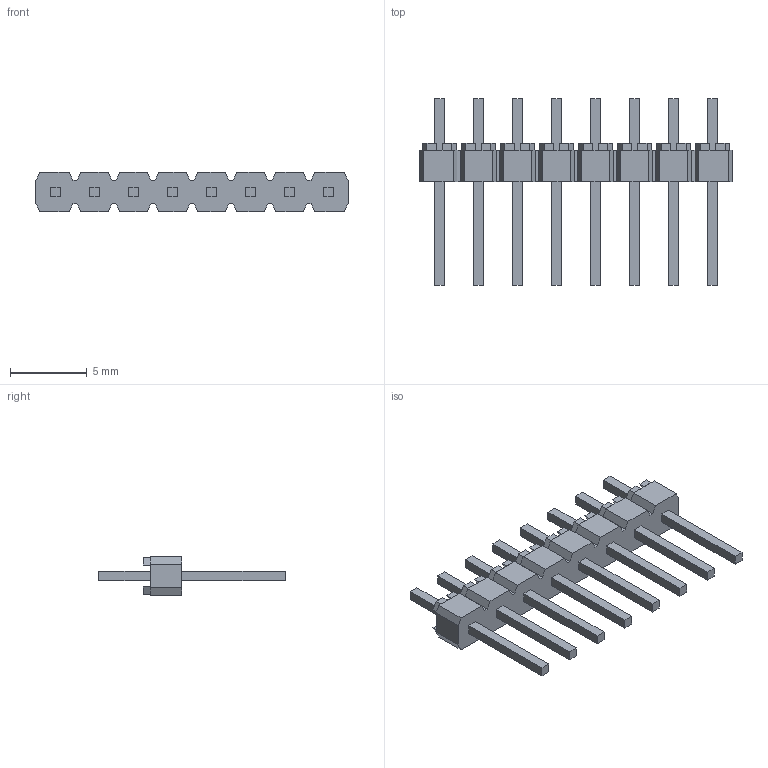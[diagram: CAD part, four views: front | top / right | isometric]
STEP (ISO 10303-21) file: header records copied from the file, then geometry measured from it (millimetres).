
FILE_DESCRIPTION(('STEP AP214'),'1');
FILE_NAME(' ',' ',('TraceParts'),('TraceParts S.A.'),'XStep 1.0',' ',' ');
FILE_SCHEMA(('automotive_design'));
Length unit declared in the file: millimetre
Products named in the file (17): 901200128
Bounding box: 20.32 x 12.15 x 2.54 mm (x, y, z)
Volume: 134.5 mm3; surface area: 446.8 mm2
Topology: 1 solids, 1 shells, 306 faces, 784 edges, 544 vertices
Faces by surface type: plane 306
Entity records: 9383 total; most frequent: CARTESIAN_POINT 1651, ORIENTED_EDGE 1536, DIRECTION 1446, EDGE_CURVE 768, LINE 768, VECTOR 768, VERTEX_POINT 512, EDGE_LOOP 354
